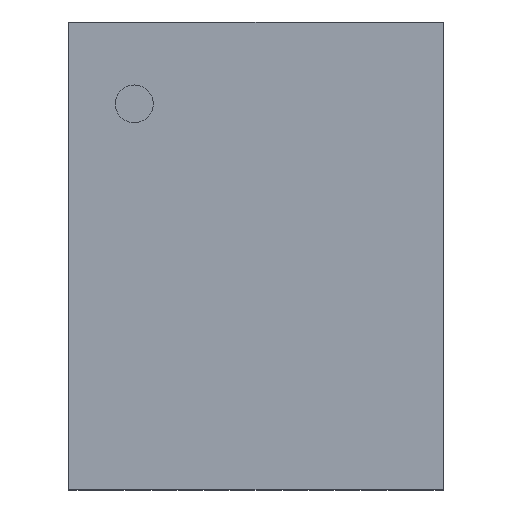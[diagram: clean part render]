
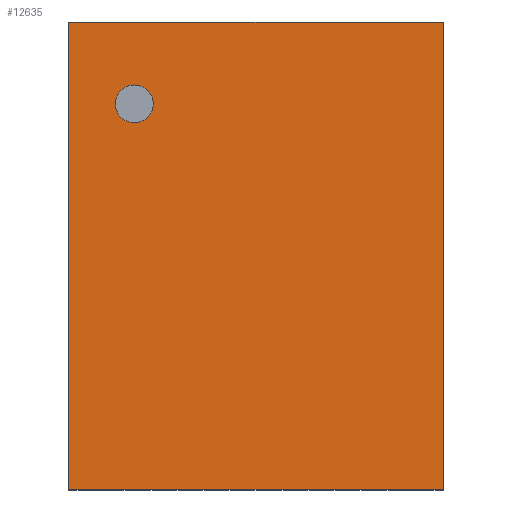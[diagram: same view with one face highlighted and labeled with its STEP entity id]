
A CAD part, top view. The second image highlights one B-rep face of the part: STEP entity #12635.
In plain terms, the highlighted planar face has unit normal (0, 0, 1).
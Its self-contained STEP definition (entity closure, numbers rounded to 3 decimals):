
#6402 = VERTEX_POINT('',#6403);
#6403 = CARTESIAN_POINT('',(-1.503,1.625,0.9));
#6421 = VERTEX_POINT('',#6422);
#6422 = CARTESIAN_POINT('',(-1.098,1.625,0.9));
#6428 = EDGE_CURVE('',#6402,#6421,#6429,.T.);
#6429 = CIRCLE('',#6430,0.202);
#6430 = AXIS2_PLACEMENT_3D('',#6431,#6432,#6433);
#6431 = CARTESIAN_POINT('',(-1.3,1.625,0.9));
#6432 = DIRECTION('',(0.,0.,1.));
#6433 = DIRECTION('',(-1.,0.,0.));
#12427 = VERTEX_POINT('',#12428);
#12428 = CARTESIAN_POINT('',(-2.,2.5,0.9));
#12434 = EDGE_CURVE('',#12427,#12435,#12437,.T.);
#12435 = VERTEX_POINT('',#12436);
#12436 = CARTESIAN_POINT('',(2.,2.5,0.9));
#12437 = LINE('',#12438,#12439);
#12438 = CARTESIAN_POINT('',(-2.,2.5,0.9));
#12439 = VECTOR('',#12440,1.);
#12440 = DIRECTION('',(1.,0.,0.));
#12490 = EDGE_CURVE('',#12435,#12491,#12493,.T.);
#12491 = VERTEX_POINT('',#12492);
#12492 = CARTESIAN_POINT('',(2.,-2.5,0.9));
#12493 = LINE('',#12494,#12495);
#12494 = CARTESIAN_POINT('',(2.,2.5,0.9));
#12495 = VECTOR('',#12496,1.);
#12496 = DIRECTION('',(0.,-1.,0.));
#12570 = EDGE_CURVE('',#12491,#12571,#12573,.T.);
#12571 = VERTEX_POINT('',#12572);
#12572 = CARTESIAN_POINT('',(-2.,-2.5,0.9));
#12573 = LINE('',#12574,#12575);
#12574 = CARTESIAN_POINT('',(2.,-2.5,0.9));
#12575 = VECTOR('',#12576,1.);
#12576 = DIRECTION('',(-1.,0.,0.));
#12622 = EDGE_CURVE('',#12571,#12427,#12623,.T.);
#12623 = LINE('',#12624,#12625);
#12624 = CARTESIAN_POINT('',(-2.,-2.5,0.9));
#12625 = VECTOR('',#12626,1.);
#12626 = DIRECTION('',(0.,1.,0.));
#12635 = ADVANCED_FACE('',(#12636,#12646),#12652,.F.);
#12636 = FACE_BOUND('',#12637,.T.);
#12637 = EDGE_LOOP('',(#12638,#12639));
#12638 = ORIENTED_EDGE('',*,*,#6428,.F.);
#12639 = ORIENTED_EDGE('',*,*,#12640,.F.);
#12640 = EDGE_CURVE('',#6421,#6402,#12641,.T.);
#12641 = CIRCLE('',#12642,0.202);
#12642 = AXIS2_PLACEMENT_3D('',#12643,#12644,#12645);
#12643 = CARTESIAN_POINT('',(-1.3,1.625,0.9));
#12644 = DIRECTION('',(0.,0.,1.));
#12645 = DIRECTION('',(-1.,0.,0.));
#12646 = FACE_BOUND('',#12647,.T.);
#12647 = EDGE_LOOP('',(#12648,#12649,#12650,#12651));
#12648 = ORIENTED_EDGE('',*,*,#12490,.F.);
#12649 = ORIENTED_EDGE('',*,*,#12434,.F.);
#12650 = ORIENTED_EDGE('',*,*,#12622,.F.);
#12651 = ORIENTED_EDGE('',*,*,#12570,.F.);
#12652 = PLANE('',#12653);
#12653 = AXIS2_PLACEMENT_3D('',#12654,#12655,#12656);
#12654 = CARTESIAN_POINT('',(-2.,-2.5,0.9));
#12655 = DIRECTION('',(0.,0.,-1.));
#12656 = DIRECTION('',(-1.,0.,0.));
